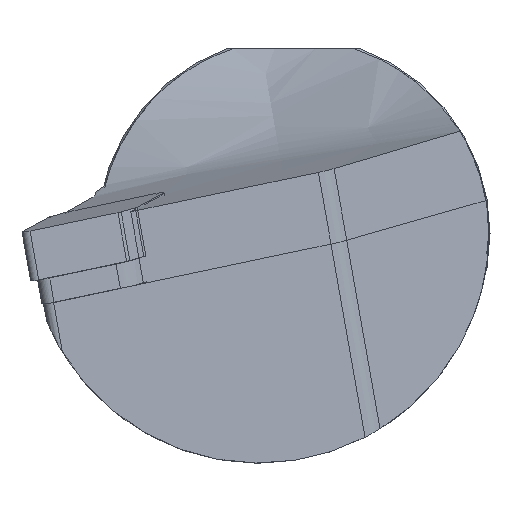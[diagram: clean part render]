
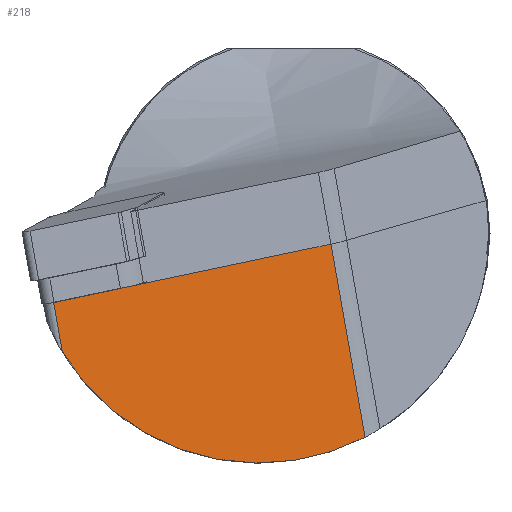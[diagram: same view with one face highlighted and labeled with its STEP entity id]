
A CAD part, left-side view. The second image highlights one B-rep face of the part: STEP entity #218.
In plain terms, the highlighted planar face has unit normal (-0.95, -0.309, -0.047).
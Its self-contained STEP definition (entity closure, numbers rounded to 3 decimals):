
#178=ELLIPSE('',#1168,30.796,29.25);
#218=ADVANCED_FACE('',(#306),#274,.F.);
#274=PLANE('',#1173);
#306=FACE_OUTER_BOUND('',#364,.T.);
#364=EDGE_LOOP('',(#592,#593,#594,#595,#596,#597));
#424=LINE('',#1616,#499);
#426=LINE('',#1619,#501);
#427=LINE('',#1621,#502);
#428=LINE('',#1623,#503);
#429=LINE('',#1625,#504);
#499=VECTOR('',#1295,1.);
#501=VECTOR('',#1299,1.);
#502=VECTOR('',#1300,1.);
#503=VECTOR('',#1301,1.);
#504=VECTOR('',#1302,1.);
#592=ORIENTED_EDGE('',*,*,#989,.F.);
#593=ORIENTED_EDGE('',*,*,#990,.T.);
#594=ORIENTED_EDGE('',*,*,#991,.T.);
#595=ORIENTED_EDGE('',*,*,#992,.F.);
#596=ORIENTED_EDGE('',*,*,#982,.T.);
#597=ORIENTED_EDGE('',*,*,#987,.T.);
#884=VERTEX_POINT('',#1578);
#885=VERTEX_POINT('',#1580);
#888=VERTEX_POINT('',#1614);
#890=VERTEX_POINT('',#1620);
#891=VERTEX_POINT('',#1622);
#892=VERTEX_POINT('',#1624);
#982=EDGE_CURVE('',#885,#884,#178,.T.);
#987=EDGE_CURVE('',#884,#888,#424,.T.);
#989=EDGE_CURVE('',#890,#888,#426,.T.);
#990=EDGE_CURVE('',#890,#891,#427,.T.);
#991=EDGE_CURVE('',#891,#892,#428,.T.);
#992=EDGE_CURVE('',#885,#892,#429,.T.);
#1168=AXIS2_PLACEMENT_3D('',#1579,#1287,#1288);
#1173=AXIS2_PLACEMENT_3D('',#1626,#1303,#1304);
#1287=DIRECTION('',(-0.95,-0.309,-0.047));
#1288=DIRECTION('',(-0.313,0.939,0.142));
#1295=DIRECTION('',(-0.105,0.173,0.979));
#1299=DIRECTION('',(0.295,-0.935,0.196));
#1300=DIRECTION('',(-0.295,0.935,-0.196));
#1301=DIRECTION('',(-0.295,0.935,-0.196));
#1302=DIRECTION('',(-0.105,0.173,0.979));
#1303=DIRECTION('',(0.95,0.309,0.047));
#1304=DIRECTION('',(0.31,-0.951,0.));
#1578=CARTESIAN_POINT('',(-195.226,-35.506,-26.118));
#1579=CARTESIAN_POINT('',(-200.9,-22.012,-0.167));
#1580=CARTESIAN_POINT('',(-208.318,3.051,-15.247));
#1614=CARTESIAN_POINT('',(-197.851,-31.17,-1.527));
#1616=CARTESIAN_POINT('',(-250.135,55.212,488.37));
#1619=CARTESIAN_POINT('',(-197.851,-31.17,-1.527));
#1620=CARTESIAN_POINT('',(-205.382,-7.284,-6.542));
#1621=CARTESIAN_POINT('',(-197.851,-31.17,-1.527));
#1622=CARTESIAN_POINT('',(-205.88,-5.706,-6.874));
#1623=CARTESIAN_POINT('',(-197.851,-31.17,-1.527));
#1624=CARTESIAN_POINT('',(-208.991,4.162,-8.945));
#1625=CARTESIAN_POINT('',(-261.275,90.544,480.951));
#1626=CARTESIAN_POINT('',(-250.135,55.212,488.37));
